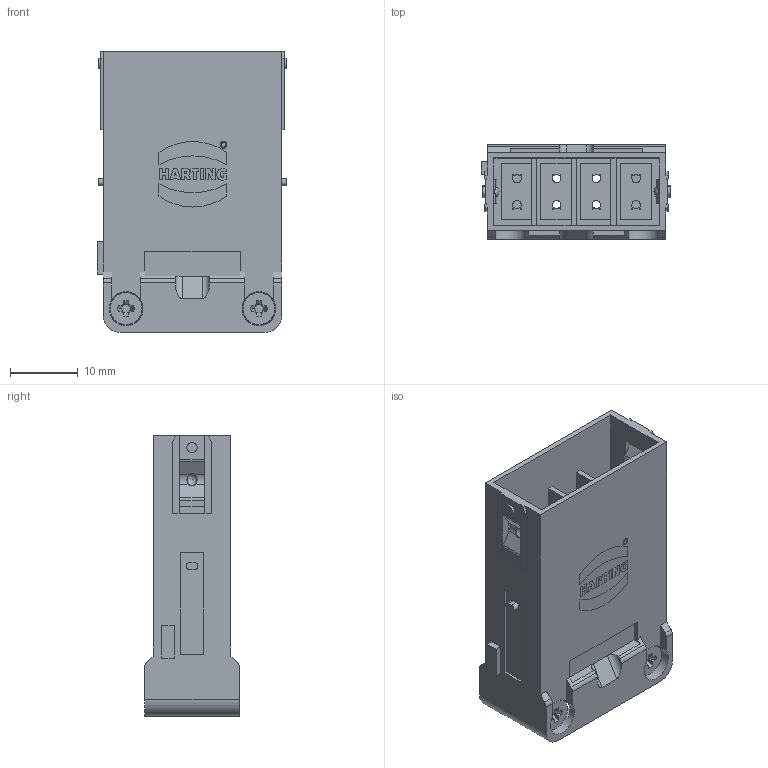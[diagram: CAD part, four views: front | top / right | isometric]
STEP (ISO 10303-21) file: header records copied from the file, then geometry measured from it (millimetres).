
FILE_DESCRIPTION(/* description */ (''),/* implementation_level */ '2;1');
FILE_NAME(/* name */ '100179623ugm000_e.stp',/* time_stamp */ '2018-04-13T15:58:46+02:00',/* author */ (''),/* organization */ (''),/* preprocessor_version */ 'ST-DEVELOPER v16',/* originating_system */ 'SIEMENS PLM Software NX 10.0',/* authorisation */ '');
FILE_SCHEMA (('AUTOMOTIVE_DESIGN { 1 0 10303 214 3 1 1 1 }'));
Length unit declared in the file: millimetre
Products named in the file (1): 100179623ugm000_e
Bounding box: 28 x 13.9 x 41.4 mm (x, y, z)
Volume: 7578.3 mm3; surface area: 7131.5 mm2
Topology: 1 solids, 4 shells, 695 faces, 2040 edges, 1378 vertices
Faces by surface type: plane 495, cylinder 156, bspline 30, sphere 6, cone 4, revolution 4
Full cylindrical faces by diameter (mm): 1.25 x2, 1.3 x2, 1.5 x2, 5 x2
Entity records: 26627 total; most frequent: CARTESIAN_POINT 5567, ORIENTED_EDGE 4036, DIRECTION 3626, EDGE_CURVE 2018, LINE 1484, VECTOR 1484, VERTEX_POINT 1362, AXIS2_PLACEMENT_3D 1069
